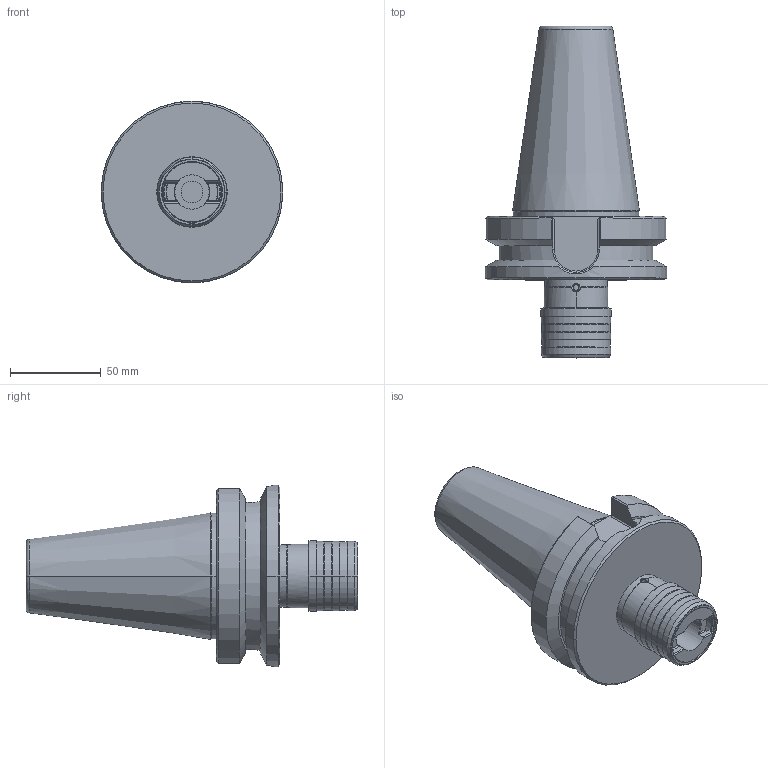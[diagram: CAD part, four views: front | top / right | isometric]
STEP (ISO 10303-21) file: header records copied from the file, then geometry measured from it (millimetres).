
FILE_DESCRIPTION((''),'2;1');
FILE_NAME('32400-50BT_SW0001','2016-04-01T',('040'),(''),'CREO PARAMETRIC BY PTC INC, 2015380','CREO PARAMETRIC BY PTC INC, 2015380','');
FILE_SCHEMA(('CONFIG_CONTROL_DESIGN'));
Length unit declared in the file: millimetre
Products named in the file (1): 32400-50BT_SW0001
Bounding box: 100 x 182.8 x 100 mm (x, y, z)
Volume: 495110.2 mm3; surface area: 65573.5 mm2
Topology: 1 solids, 2 shells, 303 faces, 762 edges, 458 vertices
Faces by surface type: cylinder 105, plane 75, cone 65, torus 31, bspline 15, sphere 12
Entity records: 10998 total; most frequent: CARTESIAN_POINT 3837, ORIENTED_EDGE 1512, DIRECTION 1484, EDGE_CURVE 756, AXIS2_PLACEMENT_3D 591, VERTEX_POINT 458, EDGE_LOOP 324, FACE_OUTER_BOUND 303
